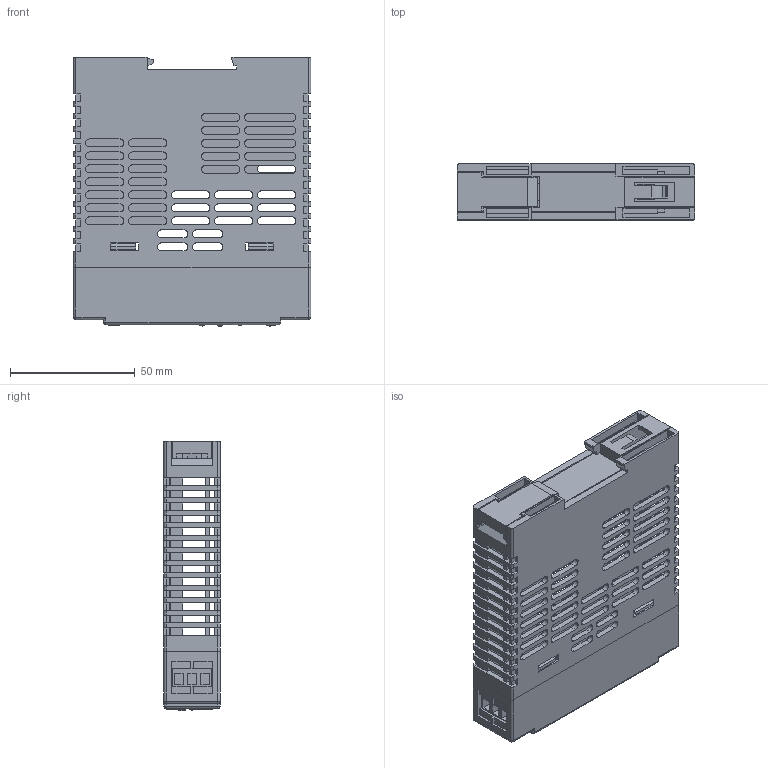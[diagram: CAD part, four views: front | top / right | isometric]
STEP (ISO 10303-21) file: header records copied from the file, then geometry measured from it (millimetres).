
FILE_DESCRIPTION((''),'2;1');
FILE_NAME('BPS-1-15','2020-06-16T',('IMO'),(''),'PRO/ENGINEER BY PARAMETRIC TECHNOLOGY CORPORATION, 2010280','PRO/ENGINEER BY PARAMETRIC TECHNOLOGY CORPORATION, 2010280','');
FILE_SCHEMA(('AUTOMOTIVE_DESIGN { 1 2 10303 214 0 1 1 1 }'));
Length unit declared in the file: millimetre
Products named in the file (15): BPS-1-15 Enclosure; BPS-1-15 Front Cover; BPS-1-15 DIN Clip; LED; Symbol V-ADJ; Symbol DC OK; Symbol DC LOW; Symbol L; Terminal Block 3P; Terminal Block 2P; Symbol N; Symbol Earth; Symbol -; Symbol +; BPS-1-15
Assembly tree (15 placements, depth 2):
  BPS-1-15
    BPS-1-15 Enclosure
    BPS-1-15 Front Cover
    BPS-1-15 DIN Clip
    LED  x2
    Symbol V-ADJ
    Symbol DC OK
    Symbol DC LOW
    Symbol L
    Terminal Block 3P
    Terminal Block 2P
    Symbol N
    Symbol Earth
    Symbol -
    Symbol +
Bounding box: 95 x 22.5 x 107.85 mm (x, y, z)
Volume: 59480.2 mm3; surface area: 64251.9 mm2
Topology: 29 solids, 29 shells, 1727 faces, 5419 edges, 3594 vertices
Faces by surface type: plane 1410, cylinder 307, sphere 10
Entity records: 65679 total; most frequent: CARTESIAN_POINT 10836, ORIENTED_EDGE 10818, DIRECTION 9543, EDGE_CURVE 5409, VECTOR 4777, LINE 4777, VERTEX_POINT 3592, AXIS2_PLACEMENT_3D 2383
